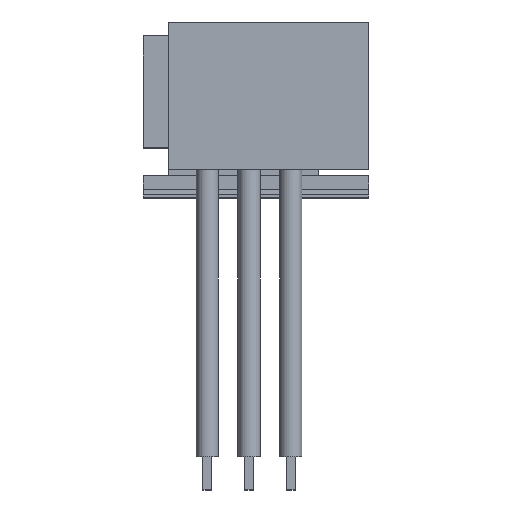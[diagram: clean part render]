
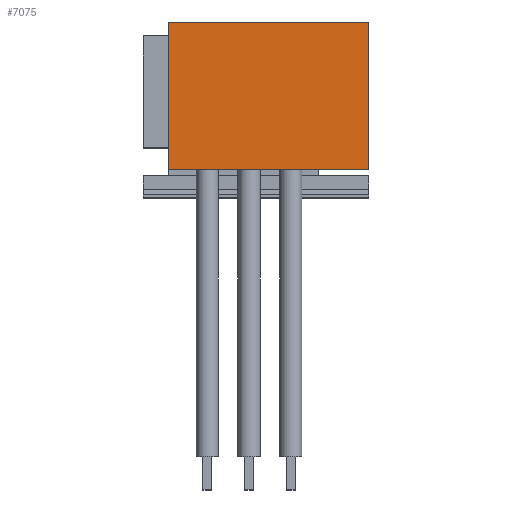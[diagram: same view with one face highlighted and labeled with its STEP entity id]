
A CAD part, top view. The second image highlights one B-rep face of the part: STEP entity #7075.
In plain terms, the highlighted face is planar.
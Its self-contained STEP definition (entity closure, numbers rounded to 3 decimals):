
#1603=ORIENTED_EDGE('',*,*,#2896,.T.);
#1604=ORIENTED_EDGE('',*,*,#2952,.T.);
#1605=ORIENTED_EDGE('',*,*,#2916,.F.);
#1606=ORIENTED_EDGE('',*,*,#2908,.F.);
#2896=EDGE_CURVE('',#3670,#3669,#4095,.T.);
#2908=EDGE_CURVE('',#3670,#3679,#4107,.T.);
#2916=EDGE_CURVE('',#3679,#3686,#4115,.T.);
#2952=EDGE_CURVE('',#3669,#3686,#4151,.T.);
#3669=VERTEX_POINT('',#14723);
#3670=VERTEX_POINT('',#14725);
#3679=VERTEX_POINT('',#14748);
#3686=VERTEX_POINT('',#14764);
#4095=LINE('',#14724,#4537);
#4107=LINE('',#14747,#4549);
#4115=LINE('',#14763,#4557);
#4151=LINE('',#14832,#4593);
#4537=VECTOR('',#11895,1000.);
#4549=VECTOR('',#11911,1000.);
#4557=VECTOR('',#11921,1000.);
#4593=VECTOR('',#11971,1000.);
#5265=EDGE_LOOP('',(#1603,#1604,#1605,#1606));
#6172=FACE_BOUND('',#5265,.T.);
#6674=PLANE('',#10417);
#7075=ADVANCED_FACE('',(#6172),#6674,.F.);
#10417=AXIS2_PLACEMENT_3D('',#14831,#11969,#11970);
#11895=DIRECTION('',(0.,0.,-1.));
#11911=DIRECTION('',(-1.,0.,0.));
#11921=DIRECTION('',(0.,0.,-1.));
#11969=DIRECTION('',(0.,-1.,0.));
#11970=DIRECTION('',(0.,0.,-1.));
#11971=DIRECTION('',(-1.,0.,0.));
#14723=CARTESIAN_POINT('',(0.,200.,-45.));
#14724=CARTESIAN_POINT('',(0.,200.,27.));
#14725=CARTESIAN_POINT('',(0.,200.,27.));
#14747=CARTESIAN_POINT('',(0.,200.,27.));
#14748=CARTESIAN_POINT('',(-53.,200.,27.));
#14763=CARTESIAN_POINT('',(-53.,200.,27.));
#14764=CARTESIAN_POINT('',(-53.,200.,-45.));
#14831=CARTESIAN_POINT('',(0.,200.,27.));
#14832=CARTESIAN_POINT('',(0.,200.,-45.));
